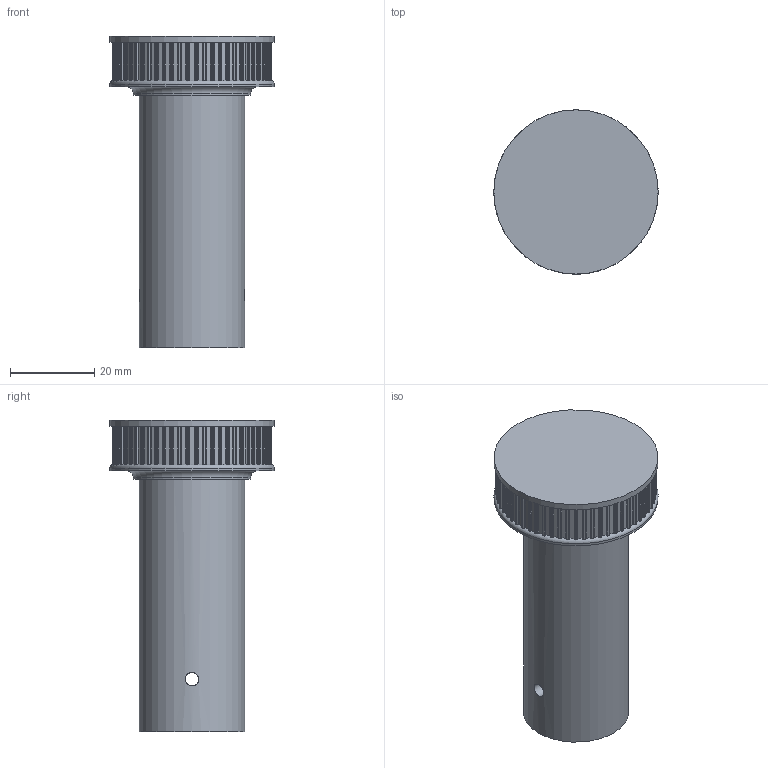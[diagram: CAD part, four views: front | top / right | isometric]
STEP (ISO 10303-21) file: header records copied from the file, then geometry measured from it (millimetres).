
FILE_DESCRIPTION(/* description */ (''),/* implementation_level */ '2;1');
FILE_NAME(/* name */ 'gt2-60 2.stp',/* time_stamp */ '2025-06-13T08:04:08+02:00',/* author */ ('R5800u'),/* organization */ (''),/* preprocessor_version */ 'ST-DEVELOPER v20',/* originating_system */ 'Autodesk Inventor 2025',/* authorisation */ '');
FILE_SCHEMA (('AUTOMOTIVE_DESIGN { 1 0 10303 214 3 1 1 }'));
Length unit declared in the file: millimetre
Products named in the file (1): gt2-60 2
Bounding box: 39 x 39 x 74 mm (x, y, z)
Volume: 43829 mm3; surface area: 9651.1 mm2
Topology: 1 solids, 7 shells, 450 faces, 1313 edges, 874 vertices
Faces by surface type: cylinder 371, plane 71, cone 6, torus 2
Full cylindrical faces by diameter (mm): 2.4 x6, 3.2 x1, 25 x1, 28 x1, 39 x2
Entity records: 16972 total; most frequent: CARTESIAN_POINT 4830, DIRECTION 2650, ORIENTED_EDGE 2614, EDGE_CURVE 1307, AXIS2_PLACEMENT_3D 1136, VERTEX_POINT 873, CIRCLE 685, EDGE_LOOP 454
